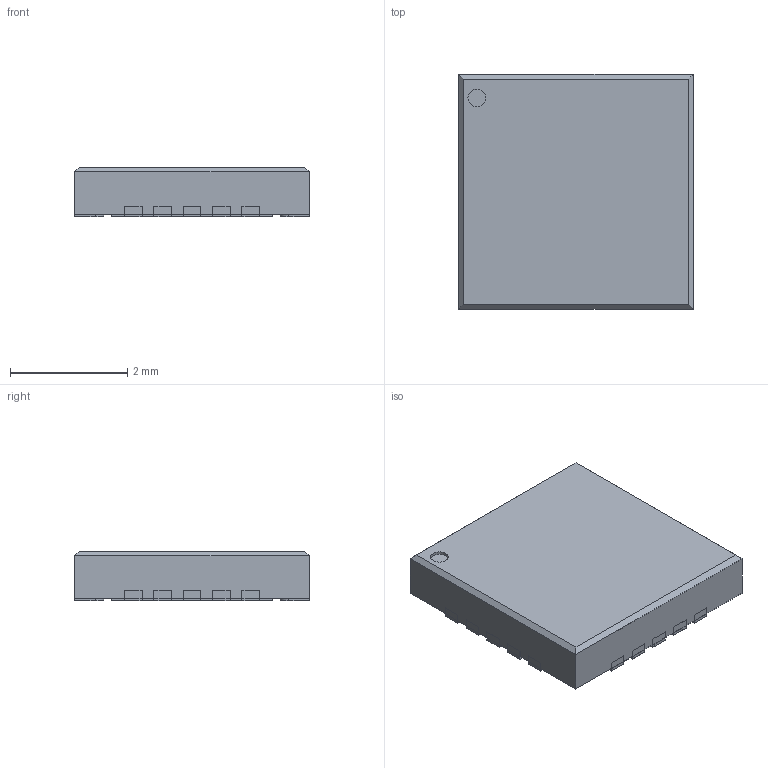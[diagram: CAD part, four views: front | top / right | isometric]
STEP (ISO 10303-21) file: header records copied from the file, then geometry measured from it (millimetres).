
FILE_DESCRIPTION(/* description */ (''),/* implementation_level */ '2;1');
FILE_NAME(/* name */ 'qfn_1601605950297.stp',/* time_stamp */ '2020-10-02T02:32:36+00:00',/* author */ (''),/* organization */ (''),/* preprocessor_version */ 'ST-DEVELOPER v18.1',/* originating_system */ 'ASM',/* authorisation */ '');
FILE_SCHEMA (('AUTOMOTIVE_DESIGN { 1 0 10303 214 3 1 1 }'));
Length unit declared in the file: millimetre
Products named in the file (1): qfn_1601605950297
Bounding box: 4 x 4 x 0.85 mm (x, y, z)
Volume: 13.3 mm3; surface area: 52.4 mm2
Topology: 11 solids, 11 shells, 217 faces, 555 edges, 362 vertices
Faces by surface type: plane 196, cylinder 21
Full cylindrical faces by diameter (mm): 0.3 x1
Entity records: 6678 total; most frequent: CARTESIAN_POINT 1135, ORIENTED_EDGE 1110, DIRECTION 1033, EDGE_CURVE 555, LINE 513, VECTOR 513, VERTEX_POINT 362, AXIS2_PLACEMENT_3D 260
